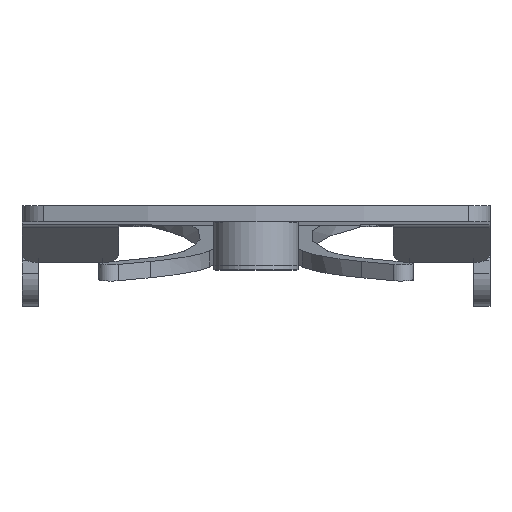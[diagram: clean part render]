
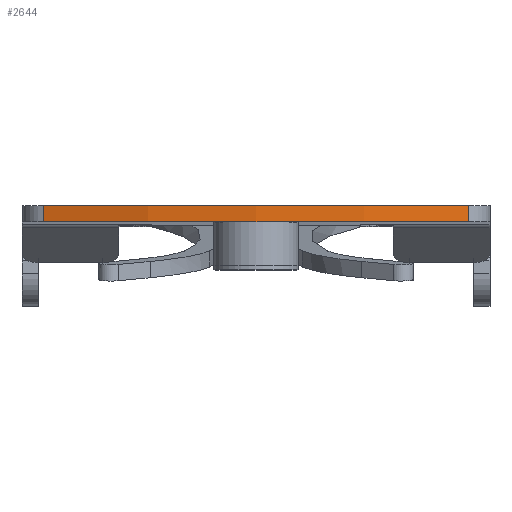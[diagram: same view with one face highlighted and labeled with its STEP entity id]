
A CAD part, top view. The second image highlights one B-rep face of the part: STEP entity #2644.
In plain terms, the highlighted cylindrical face has radius 38.5 mm (diameter 77 mm), a partial arc.
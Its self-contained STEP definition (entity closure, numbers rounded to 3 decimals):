
#44=CYLINDRICAL_SURFACE('',#2927,38.5);
#155=CIRCLE('',#2809,38.5);
#192=CIRCLE('',#2847,38.5);
#629=ORIENTED_EDGE('',*,*,#1159,.F.);
#630=ORIENTED_EDGE('',*,*,#1344,.F.);
#631=ORIENTED_EDGE('',*,*,#1225,.F.);
#632=ORIENTED_EDGE('',*,*,#1343,.T.);
#1159=EDGE_CURVE('',#1546,#1547,#155,.F.);
#1225=EDGE_CURVE('',#1605,#1606,#192,.T.);
#1343=EDGE_CURVE('',#1605,#1547,#1879,.T.);
#1344=EDGE_CURVE('',#1606,#1546,#1880,.T.);
#1546=VERTEX_POINT('',#4106);
#1547=VERTEX_POINT('',#4108);
#1605=VERTEX_POINT('',#4232);
#1606=VERTEX_POINT('',#4234);
#1879=LINE('',#4468,#2119);
#1880=LINE('',#4470,#2120);
#2119=VECTOR('',#3544,1000.);
#2120=VECTOR('',#3547,1000.);
#2262=EDGE_LOOP('',(#629,#630,#631,#632));
#2422=FACE_BOUND('',#2262,.T.);
#2644=ADVANCED_FACE('',(#2422),#44,.T.);
#2809=AXIS2_PLACEMENT_3D('',#4107,#3219,#3220);
#2847=AXIS2_PLACEMENT_3D('',#4233,#3324,#3325);
#2927=AXIS2_PLACEMENT_3D('',#4469,#3545,#3546);
#3219=DIRECTION('',(0.,1.,0.));
#3220=DIRECTION('',(0.,0.,1.));
#3324=DIRECTION('',(0.,1.,0.));
#3325=DIRECTION('',(1.,0.,0.));
#3544=DIRECTION('',(0.,-1.,0.));
#3545=DIRECTION('',(0.,-1.,0.));
#3546=DIRECTION('',(0.,0.,-1.));
#3547=DIRECTION('',(0.,-1.,0.));
#4106=CARTESIAN_POINT('',(13.185,0.,82.172));
#4107=CARTESIAN_POINT('',(0.,0.,46.));
#4108=CARTESIAN_POINT('',(-13.185,0.,82.172));
#4232=CARTESIAN_POINT('',(-13.185,1.,82.172));
#4233=CARTESIAN_POINT('',(0.,1.,46.));
#4234=CARTESIAN_POINT('',(13.185,1.,82.172));
#4468=CARTESIAN_POINT('',(-13.185,1.,82.172));
#4469=CARTESIAN_POINT('',(0.,1.,46.));
#4470=CARTESIAN_POINT('',(13.185,1.,82.172));
